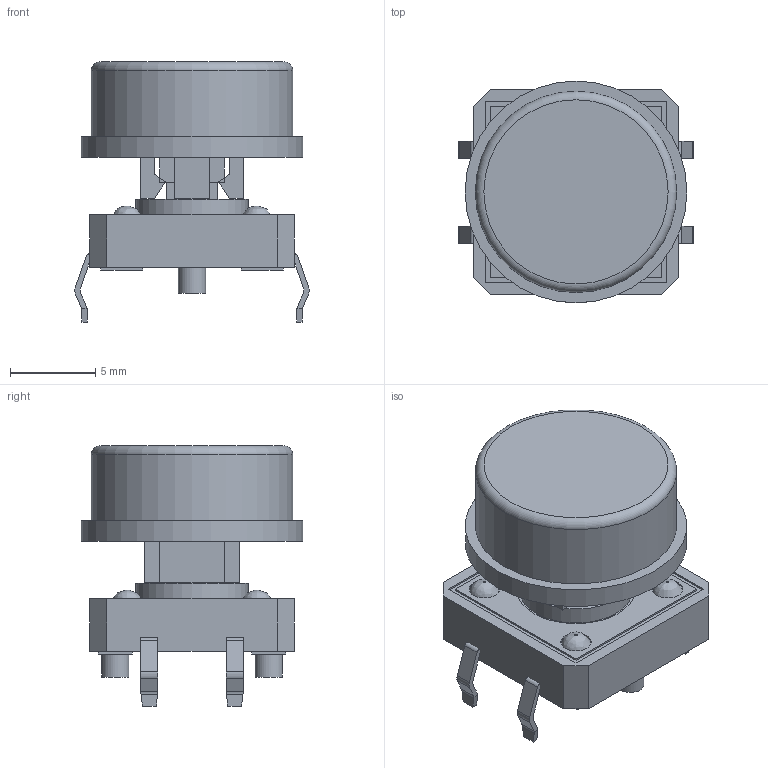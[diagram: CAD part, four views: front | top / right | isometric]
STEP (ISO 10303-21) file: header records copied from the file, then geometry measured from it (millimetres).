
FILE_DESCRIPTION(/* description */ (''),/* implementation_level */ '2;1');
FILE_NAME(/* name */ 'OMRON B3F-4050 12x12 switch v1.step',/* time_stamp */ '2024-02-27T09:24:04+01:00',/* author */ (''),/* organization */ (''),/* preprocessor_version */ 'ST-DEVELOPER v20',/* originating_system */ 'Autodesk Translation Framework v12.20.1.177',/* authorisation */ '');
FILE_SCHEMA (('AP203_CONFIGURATION_CONTROLLED_3D_DESIGN_OF_MECHANICAL_PARTS_AND_ASSEMBLIES_MIM_LF { 1 0 10303 203 3 1 4 }','AUTOMOTIVE_DESIGN { 1 0 10303 214 3 1 1 }','PROCESS_PLANNING_SCHEMA'));
Length unit declared in the file: millimetre
Products named in the file (1): OMRON B3F-4050 12x12 switch
Bounding box: 13.75 x 13 x 15.25 mm (x, y, z)
Volume: 910 mm3; surface area: 1599.4 mm2
Topology: 8 solids, 8 shells, 178 faces, 431 edges, 287 vertices
Faces by surface type: plane 140, cylinder 33, bspline 4, torus 1
Full cylindrical faces by diameter (mm): 1.6 x2, 1.8 x5, 6.6 x1, 7 x1, 11.8 x1, 13 x1
Entity records: 5345 total; most frequent: CARTESIAN_POINT 1001, DIRECTION 877, ORIENTED_EDGE 862, EDGE_CURVE 431, LINE 335, VECTOR 335, VERTEX_POINT 287, AXIS2_PLACEMENT_3D 271
